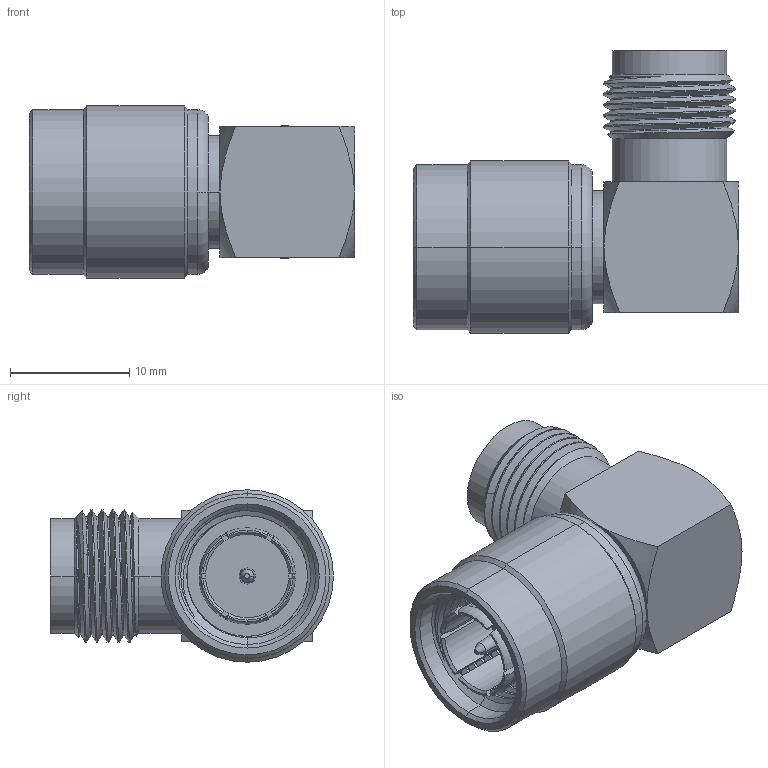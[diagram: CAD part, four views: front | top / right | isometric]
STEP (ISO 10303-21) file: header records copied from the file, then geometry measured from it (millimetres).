
FILE_DESCRIPTION((''),'2;1');
FILE_NAME('122353_SW0002','2020-09-01T18:53:35',('Vijayaragavan'),(''),'CREO PARAMETRIC BY PTC INC, 2019444','CREO PARAMETRIC BY PTC INC, 2019444','');
FILE_SCHEMA(('CONFIG_CONTROL_DESIGN'));
Length unit declared in the file: millimetre
Products named in the file (1): 122353_SW0002
Bounding box: 27.3 x 23.74 x 14.48 mm (x, y, z)
Volume: 3593.1 mm3; surface area: 3037.5 mm2
Topology: 1 solids, 1 shells, 184 faces, 465 edges, 289 vertices
Faces by surface type: cylinder 56, plane 54, cone 48, bspline 18, torus 8
Entity records: 12088 total; most frequent: CARTESIAN_POINT 7814, ORIENTED_EDGE 926, DIRECTION 829, EDGE_CURVE 463, AXIS2_PLACEMENT_3D 323, VERTEX_POINT 289, EDGE_LOOP 192, FACE_OUTER_BOUND 184
